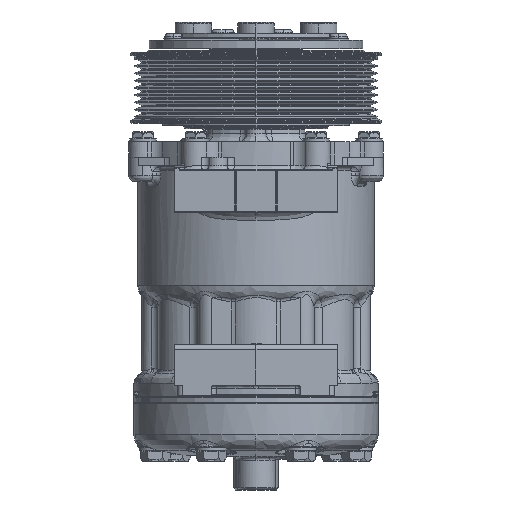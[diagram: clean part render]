
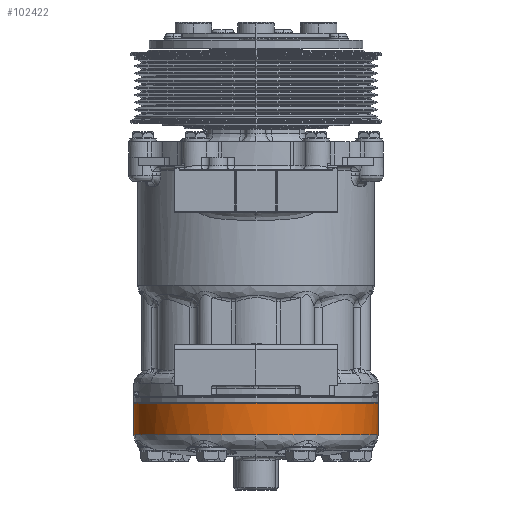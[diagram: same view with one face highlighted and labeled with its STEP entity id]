
A CAD part, front view. The second image highlights one B-rep face of the part: STEP entity #102422.
In plain terms, the highlighted cylindrical face has radius 60 mm (diameter 120 mm), a partial arc.
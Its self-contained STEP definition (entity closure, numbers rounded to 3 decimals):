
#5952 = CARTESIAN_POINT ( 'NONE',  ( 61.019, 0., -76.815 ) ) ;
#5996 = CARTESIAN_POINT ( 'NONE',  ( 1.019, -60., -76.815 ) ) ;
#5997 = CARTESIAN_POINT ( 'NONE',  ( 4.018, -60., -76.815 ) ) ;
#5998 = CARTESIAN_POINT ( 'NONE',  ( 10.395, -59.627, -76.815 ) ) ;
#6000 = CARTESIAN_POINT ( 'NONE',  ( 21.075, -57.652, -76.815 ) ) ;
#6001 = CARTESIAN_POINT ( 'NONE',  ( 33.267, -52.509, -76.815 ) ) ;
#6002 = CARTESIAN_POINT ( 'NONE',  ( 48.872, -38.851, -76.815 ) ) ;
#6004 = CARTESIAN_POINT ( 'NONE',  ( 57.266, -23.618, -76.815 ) ) ;
#6006 = CARTESIAN_POINT ( 'NONE',  ( 60.268, -12.001, -76.815 ) ) ;
#6008 = CARTESIAN_POINT ( 'NONE',  ( 61.019, -6.001, -76.815 ) ) ;
#6010 = CARTESIAN_POINT ( 'NONE',  ( 61.019, 0., -76.815 ) ) ;
#6012 = B_SPLINE_CURVE_WITH_KNOTS ( 'NONE', 5,
 ( #6010, #6008, #6006, #6004, #6002, #6001, #6000, #5998, #5997, #5996 ),
 .UNSPECIFIED., .F., .F.,
 ( 6, 2, 1, 1, 6 ),
 ( 0., 0.25, 0.5, 0.75, 1. ),
 .UNSPECIFIED. ) ;
#6013 = CARTESIAN_POINT ( 'NONE',  ( 1.019, -60., -76.815 ) ) ;
#8644 = CARTESIAN_POINT ( 'NONE',  ( -58.981, 0., -76.815 ) ) ;
#8645 = CARTESIAN_POINT ( 'NONE',  ( -58.982, -6.001, -76.815 ) ) ;
#8647 = CARTESIAN_POINT ( 'NONE',  ( -58.231, -12.001, -76.815 ) ) ;
#8649 = CARTESIAN_POINT ( 'NONE',  ( -55.229, -23.618, -76.815 ) ) ;
#8651 = CARTESIAN_POINT ( 'NONE',  ( -46.835, -38.851, -76.815 ) ) ;
#8652 = CARTESIAN_POINT ( 'NONE',  ( -31.23, -52.509, -76.815 ) ) ;
#8654 = CARTESIAN_POINT ( 'NONE',  ( -19.038, -57.652, -76.815 ) ) ;
#8656 = CARTESIAN_POINT ( 'NONE',  ( -8.358, -59.627, -76.815 ) ) ;
#8658 = CARTESIAN_POINT ( 'NONE',  ( -1.981, -60., -76.815 ) ) ;
#8659 = CARTESIAN_POINT ( 'NONE',  ( 1.019, -60., -76.815 ) ) ;
#8661 = CARTESIAN_POINT ( 'NONE',  ( 1.019, -60., -76.815 ) ) ;
#8663 = CARTESIAN_POINT ( 'NONE',  ( 1.019, -60., -76.815 ) ) ;
#8665 = CARTESIAN_POINT ( 'NONE',  ( 1.019, -60., -76.815 ) ) ;
#8667 = CARTESIAN_POINT ( 'NONE',  ( 1.019, -60., -76.815 ) ) ;
#8669 = CARTESIAN_POINT ( 'NONE',  ( 1.019, -60., -76.815 ) ) ;
#8681 = B_SPLINE_CURVE_WITH_KNOTS ( 'NONE', 5,
 ( #8669, #8667, #8665, #8663, #8661, #8659, #8658, #8656, #8654, #8652, #8651, #8649, #8647, #8645, #8644 ),
 .UNSPECIFIED., .F., .F.,
 ( 6, 5, 1, 1, 2, 6 ),
 ( 0., 0., 0.25, 0.5, 0.75, 1. ),
 .UNSPECIFIED. ) ;
#8683 = CARTESIAN_POINT ( 'NONE',  ( -58.981, 0., -76.815 ) ) ;
#8760 = DIRECTION ( 'NONE',  ( 0., 0., 1. ) ) ;
#8854 = FACE_OUTER_BOUND ( 'NONE', #102662, .T. ) ;
#8954 = DIRECTION ( 'NONE',  ( -1., 0., 0. ) ) ;
#8955 = DIRECTION ( 'NONE',  ( 0., 0., -1. ) ) ;
#8957 = AXIS2_PLACEMENT_3D ( 'NONE', #8964, #8955, #8954 ) ;
#8959 = CYLINDRICAL_SURFACE ( 'NONE', #8957, 60. ) ;
#8964 = CARTESIAN_POINT ( 'NONE',  ( 1.019, 0., -61.351 ) ) ;
#9039 = DIRECTION ( 'NONE',  ( -1., 0., 0. ) ) ;
#9041 = DIRECTION ( 'NONE',  ( 0., 0., 1. ) ) ;
#9043 = CARTESIAN_POINT ( 'NONE',  ( 1.019, 0., -61.351 ) ) ;
#9044 = AXIS2_PLACEMENT_3D ( 'NONE', #9043, #9041, #9039 ) ;
#9046 = CIRCLE ( 'NONE', #9044, 60. ) ;
#9057 = DIRECTION ( 'NONE',  ( -1., 0., 0. ) ) ;
#9059 = DIRECTION ( 'NONE',  ( 0., 0., 1. ) ) ;
#9060 = CARTESIAN_POINT ( 'NONE',  ( 1.019, 0., -61.351 ) ) ;
#9061 = AXIS2_PLACEMENT_3D ( 'NONE', #9060, #9059, #9057 ) ;
#9062 = CIRCLE ( 'NONE', #9061, 60. ) ;
#9068 = CARTESIAN_POINT ( 'NONE',  ( -58.696, -5.843, -61.351 ) ) ;
#9083 = CARTESIAN_POINT ( 'NONE',  ( 61.019, 0., -61.351 ) ) ;
#9085 = DIRECTION ( 'NONE',  ( 0., 0., 1. ) ) ;
#9086 = VECTOR ( 'NONE', #9085, 1000. ) ;
#9087 = CARTESIAN_POINT ( 'NONE',  ( 61.019, 0., -69.083 ) ) ;
#9088 = LINE ( 'NONE', #9087, #9086 ) ;
#9156 = CARTESIAN_POINT ( 'NONE',  ( -58.981, 0., -61.351 ) ) ;
#9167 = DIRECTION ( 'NONE',  ( 0., 0., -1. ) ) ;
#9169 = VECTOR ( 'NONE', #9167, 1000. ) ;
#9171 = CARTESIAN_POINT ( 'NONE',  ( -58.981, 0., -69.083 ) ) ;
#9189 = LINE ( 'NONE', #9171, #9169 ) ;
#9192 = AXIS2_PLACEMENT_3D ( 'NONE', #9208, #8760, #9294 ) ;
#9194 = CIRCLE ( 'NONE', #9192, 60. ) ;
#9208 = CARTESIAN_POINT ( 'NONE',  ( 1.019, 0., -61.351 ) ) ;
#9209 = CARTESIAN_POINT ( 'NONE',  ( 60.733, -5.843, -61.351 ) ) ;
#9210 = DIRECTION ( 'NONE',  ( -1., 0., 0. ) ) ;
#9211 = DIRECTION ( 'NONE',  ( 0., 0., 1. ) ) ;
#9212 = CARTESIAN_POINT ( 'NONE',  ( 1.019, 0., -61.351 ) ) ;
#9213 = AXIS2_PLACEMENT_3D ( 'NONE', #9212, #9211, #9210 ) ;
#9214 = CIRCLE ( 'NONE', #9213, 60. ) ;
#9222 = DIRECTION ( 'NONE',  ( -1., 0., 0. ) ) ;
#9224 = DIRECTION ( 'NONE',  ( 0., 0., 1. ) ) ;
#9226 = CARTESIAN_POINT ( 'NONE',  ( 1.019, 0., -61.351 ) ) ;
#9227 = AXIS2_PLACEMENT_3D ( 'NONE', #9226, #9224, #9222 ) ;
#9229 = CIRCLE ( 'NONE', #9227, 60. ) ;
#9248 = CIRCLE ( 'NONE', #9330, 60. ) ;
#9260 = CARTESIAN_POINT ( 'NONE',  ( 1.019, 0., -61.351 ) ) ;
#9294 = DIRECTION ( 'NONE',  ( -1., 0., 0. ) ) ;
#9302 = DIRECTION ( 'NONE',  ( -1., 0., 0. ) ) ;
#9303 = DIRECTION ( 'NONE',  ( 0., 0., 1. ) ) ;
#9304 = AXIS2_PLACEMENT_3D ( 'NONE', #9313, #9303, #9302 ) ;
#9306 = CIRCLE ( 'NONE', #9304, 60. ) ;
#9313 = CARTESIAN_POINT ( 'NONE',  ( 1.019, 0., -61.351 ) ) ;
#9326 = CARTESIAN_POINT ( 'NONE',  ( 58.631, -16.758, -61.351 ) ) ;
#9328 = DIRECTION ( 'NONE',  ( -1., 0., 0. ) ) ;
#9329 = DIRECTION ( 'NONE',  ( 0., 0., 1. ) ) ;
#9330 = AXIS2_PLACEMENT_3D ( 'NONE', #9260, #9329, #9328 ) ;
#80867 = VERTEX_POINT ( 'NONE', #129808 ) ;
#80898 = VERTEX_POINT ( 'NONE', #129844 ) ;
#81095 = VERTEX_POINT ( 'NONE', #129975 ) ;
#101621 = VERTEX_POINT ( 'NONE', #5952 ) ;
#101629 = EDGE_CURVE ( 'NONE', #101621, #101632, #6012, .T. ) ;
#101632 = VERTEX_POINT ( 'NONE', #6013 ) ;
#102132 = EDGE_CURVE ( 'NONE', #101632, #102136, #8681, .T. ) ;
#102136 = VERTEX_POINT ( 'NONE', #8683 ) ;
#102422 = ADVANCED_FACE ( 'NONE', ( #8854 ), #8959, .T. ) ;
#102511 = VERTEX_POINT ( 'NONE', #9068 ) ;
#102515 = ORIENTED_EDGE ( 'NONE', *, *, #102519, .F. ) ;
#102519 = EDGE_CURVE ( 'NONE', #80898, #102511, #9062, .T. ) ;
#102525 = ORIENTED_EDGE ( 'NONE', *, *, #102529, .F. ) ;
#102529 = EDGE_CURVE ( 'NONE', #102586, #80898, #9046, .T. ) ;
#102535 = ORIENTED_EDGE ( 'NONE', *, *, #102582, .T. ) ;
#102539 = ORIENTED_EDGE ( 'NONE', *, *, #102132, .F. ) ;
#102558 = EDGE_CURVE ( 'NONE', #101621, #102560, #9088, .T. ) ;
#102560 = VERTEX_POINT ( 'NONE', #9083 ) ;
#102582 = EDGE_CURVE ( 'NONE', #102586, #102136, #9189, .T. ) ;
#102586 = VERTEX_POINT ( 'NONE', #9156 ) ;
#102609 = ORIENTED_EDGE ( 'NONE', *, *, #101629, .F. ) ;
#102611 = ORIENTED_EDGE ( 'NONE', *, *, #102558, .T. ) ;
#102615 = ORIENTED_EDGE ( 'NONE', *, *, #102619, .F. ) ;
#102619 = EDGE_CURVE ( 'NONE', #80867, #102560, #9229, .T. ) ;
#102623 = ORIENTED_EDGE ( 'NONE', *, *, #102627, .F. ) ;
#102627 = EDGE_CURVE ( 'NONE', #102630, #80867, #9214, .T. ) ;
#102630 = VERTEX_POINT ( 'NONE', #9209 ) ;
#102634 = ORIENTED_EDGE ( 'NONE', *, *, #102638, .F. ) ;
#102638 = EDGE_CURVE ( 'NONE', #102677, #102630, #9194, .T. ) ;
#102662 = EDGE_LOOP ( 'NONE', ( #102670, #102681, #102515, #102525, #102535, #102539, #102609, #102611, #102615, #102623, #102634 ) ) ;
#102670 = ORIENTED_EDGE ( 'NONE', *, *, #102674, .F. ) ;
#102674 = EDGE_CURVE ( 'NONE', #81095, #102677, #9248, .T. ) ;
#102677 = VERTEX_POINT ( 'NONE', #9326 ) ;
#102681 = ORIENTED_EDGE ( 'NONE', *, *, #102686, .F. ) ;
#102686 = EDGE_CURVE ( 'NONE', #102511, #81095, #9306, .T. ) ;
#129808 = CARTESIAN_POINT ( 'NONE',  ( 61.019, -0.032, -61.351 ) ) ;
#129844 = CARTESIAN_POINT ( 'NONE',  ( -58.981, -0.032, -61.351 ) ) ;
#129975 = CARTESIAN_POINT ( 'NONE',  ( -56.594, -16.758, -61.351 ) ) ;
